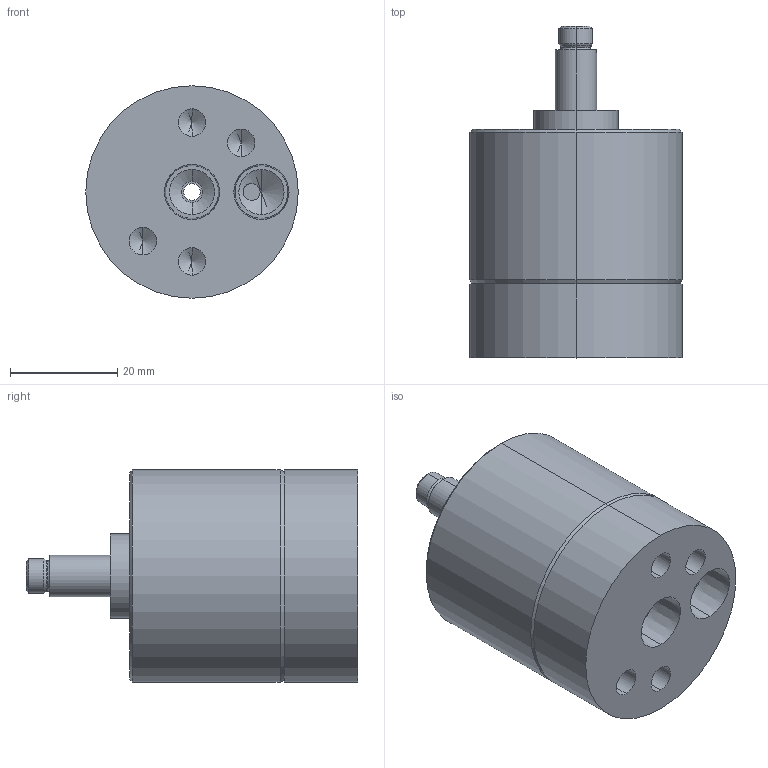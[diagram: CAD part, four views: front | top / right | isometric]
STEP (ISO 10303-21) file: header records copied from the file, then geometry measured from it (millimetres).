
FILE_DESCRIPTION (( 'STEP AP214' ), '1' );
FILE_NAME ('CTSC-001566.STEP', '2025-07-23T11:24:42', ( '' ), ( '' ), 'SwSTEP 2.0', 'SolidWorks 2023', '' );
FILE_SCHEMA (( 'AUTOMOTIVE_DESIGN' ));
Length unit declared in the file: inch
Products named in the file (1): CTSC-001566
Bounding box: 39.62 x 61.9 x 39.62 mm (x, y, z)
Volume: 50497.1 mm3; surface area: 11975.8 mm2
Topology: 1 solids, 2 shells, 88 faces, 198 edges, 117 vertices
Faces by surface type: cylinder 36, cone 28, plane 16, torus 8
Entity records: 3608 total; most frequent: CARTESIAN_POINT 507, DIRECTION 457, ORIENTED_EDGE 376, AXIS2_PLACEMENT_3D 193, EDGE_CURVE 188, VERTEX_POINT 117, EDGE_LOOP 105, CIRCLE 104
